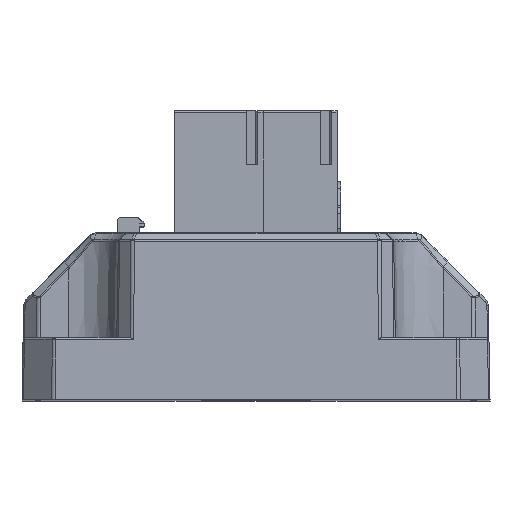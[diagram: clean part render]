
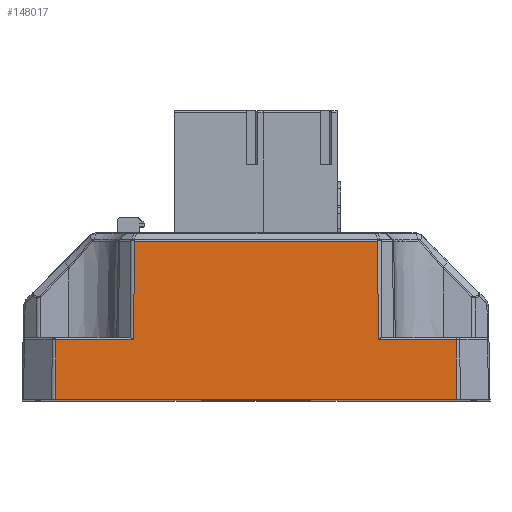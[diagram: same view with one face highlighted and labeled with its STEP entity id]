
A CAD part, top view. The second image highlights one B-rep face of the part: STEP entity #148017.
In plain terms, the highlighted planar face has unit normal (0, 0.018, 1).
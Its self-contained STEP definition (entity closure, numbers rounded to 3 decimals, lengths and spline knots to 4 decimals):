
#1892 = LINE ( 'NONE', #144865, #120442 ) ;
#6082 = LINE ( 'NONE', #21135, #13293 ) ;
#6596 = VERTEX_POINT ( 'NONE', #25587 ) ;
#11141 = EDGE_CURVE ( 'NONE', #20924, #6596, #64996, .T. ) ;
#12851 = CARTESIAN_POINT ( 'NONE',  ( 0., 0., 1.6875 ) ) ;
#13293 = VECTOR ( 'NONE', #139545, 39.3701 ) ;
#13494 = ORIENTED_EDGE ( 'NONE', *, *, #11141, .T. ) ;
#16145 = DIRECTION ( 'NONE',  ( 0., 0.017, 1. ) ) ;
#17267 = VERTEX_POINT ( 'NONE', #65256 ) ;
#18382 = VECTOR ( 'NONE', #88815, 39.3701 ) ;
#18700 = CARTESIAN_POINT ( 'NONE',  ( -0.4901, 0.2403, 1.6833 ) ) ;
#20326 = VERTEX_POINT ( 'NONE', #37184 ) ;
#20576 = ORIENTED_EDGE ( 'NONE', *, *, #123301, .T. ) ;
#20924 = VERTEX_POINT ( 'NONE', #18700 ) ;
#21135 = CARTESIAN_POINT ( 'NONE',  ( 0.8025, 0.2499, 1.6831 ) ) ;
#23180 = CARTESIAN_POINT ( 'NONE',  ( 0.4901, 0.2403, 1.6833 ) ) ;
#25587 = CARTESIAN_POINT ( 'NONE',  ( -0.8026, 0.2403, 1.6833 ) ) ;
#29274 = DIRECTION ( 'NONE',  ( -1., 0., 0. ) ) ;
#29463 = ORIENTED_EDGE ( 'NONE', *, *, #41881, .T. ) ;
#34500 = VERTEX_POINT ( 'NONE', #46640 ) ;
#37184 = CARTESIAN_POINT ( 'NONE',  ( 0.4873, 0.6357, 1.6764 ) ) ;
#38000 = CARTESIAN_POINT ( 'NONE',  ( 0.4872, 0.6397, 1.6763 ) ) ;
#38773 = LINE ( 'NONE', #38000, #18382 ) ;
#38972 = EDGE_CURVE ( 'NONE', #93812, #20326, #38773, .T. ) ;
#40298 = CARTESIAN_POINT ( 'NONE',  ( 0.49, 0.2403, 1.6833 ) ) ;
#40794 = LINE ( 'NONE', #52714, #66221 ) ;
#41881 = EDGE_CURVE ( 'NONE', #6596, #78076, #40794, .T. ) ;
#43623 = EDGE_CURVE ( 'NONE', #34500, #17267, #6082, .T. ) ;
#45727 = LINE ( 'NONE', #118021, #79771 ) ;
#46640 = CARTESIAN_POINT ( 'NONE',  ( 0.8043, 0., 1.6875 ) ) ;
#50732 = ORIENTED_EDGE ( 'NONE', *, *, #38972, .T. ) ;
#52647 = FACE_OUTER_BOUND ( 'NONE', #146466, .T. ) ;
#52714 = CARTESIAN_POINT ( 'NONE',  ( -0.8043, -0.0001, 1.6875 ) ) ;
#54535 = DIRECTION ( 'NONE',  ( -1., 0., 0. ) ) ;
#56771 = CARTESIAN_POINT ( 'NONE',  ( -0.8043, 0., 1.6875 ) ) ;
#61271 = DIRECTION ( 'NONE',  ( 1., 0., 0. ) ) ;
#62060 = LINE ( 'NONE', #12851, #145831 ) ;
#62599 = VERTEX_POINT ( 'NONE', #80981 ) ;
#63982 = ORIENTED_EDGE ( 'NONE', *, *, #113314, .T. ) ;
#64996 = LINE ( 'NONE', #66567, #128364 ) ;
#65256 = CARTESIAN_POINT ( 'NONE',  ( 0.8026, 0.2403, 1.6833 ) ) ;
#66221 = VECTOR ( 'NONE', #136192, 39.3701 ) ;
#66567 = CARTESIAN_POINT ( 'NONE',  ( -0.8025, 0.2403, 1.6833 ) ) ;
#67629 = AXIS2_PLACEMENT_3D ( 'NONE', #136917, #16145, #78858 ) ;
#69949 = ORIENTED_EDGE ( 'NONE', *, *, #43623, .T. ) ;
#75877 = EDGE_CURVE ( 'NONE', #20326, #62599, #1892, .T. ) ;
#78076 = VERTEX_POINT ( 'NONE', #56771 ) ;
#78858 = DIRECTION ( 'NONE',  ( 0., -1., 0.017 ) ) ;
#79771 = VECTOR ( 'NONE', #130762, 39.3701 ) ;
#80981 = CARTESIAN_POINT ( 'NONE',  ( -0.4873, 0.6357, 1.6764 ) ) ;
#86874 = DIRECTION ( 'NONE',  ( -1., 0., 0. ) ) ;
#88815 = DIRECTION ( 'NONE',  ( -0.007, 1., -0.017 ) ) ;
#89125 = EDGE_CURVE ( 'NONE', #62599, #20924, #45727, .T. ) ;
#93812 = VERTEX_POINT ( 'NONE', #23180 ) ;
#113314 = EDGE_CURVE ( 'NONE', #78076, #34500, #62060, .T. ) ;
#118021 = CARTESIAN_POINT ( 'NONE',  ( -0.49, 0.2499, 1.6831 ) ) ;
#120442 = VECTOR ( 'NONE', #86874, 39.3701 ) ;
#122601 = ORIENTED_EDGE ( 'NONE', *, *, #89125, .T. ) ;
#123301 = EDGE_CURVE ( 'NONE', #17267, #93812, #126870, .T. ) ;
#126870 = LINE ( 'NONE', #40298, #142526 ) ;
#128364 = VECTOR ( 'NONE', #29274, 39.3701 ) ;
#130762 = DIRECTION ( 'NONE',  ( -0.007, -1., 0.017 ) ) ;
#136192 = DIRECTION ( 'NONE',  ( -0.007, -1., 0.017 ) ) ;
#136917 = CARTESIAN_POINT ( 'NONE',  ( 0., 0., 1.6875 ) ) ;
#139545 = DIRECTION ( 'NONE',  ( -0.007, 1., -0.017 ) ) ;
#140720 = ORIENTED_EDGE ( 'NONE', *, *, #75877, .T. ) ;
#142526 = VECTOR ( 'NONE', #54535, 39.3701 ) ;
#144865 = CARTESIAN_POINT ( 'NONE',  ( -0.4872, 0.6357, 1.6764 ) ) ;
#145831 = VECTOR ( 'NONE', #61271, 39.3701 ) ;
#146466 = EDGE_LOOP ( 'NONE', ( #69949, #20576, #50732, #140720, #122601, #13494, #29463, #63982 ) ) ;
#148017 = ADVANCED_FACE ( 'NONE', ( #52647 ), #148823, .T. ) ;
#148823 = PLANE ( 'NONE',  #67629 ) ;
